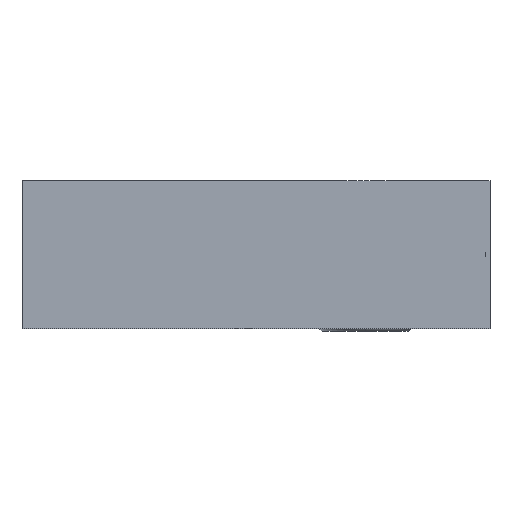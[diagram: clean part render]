
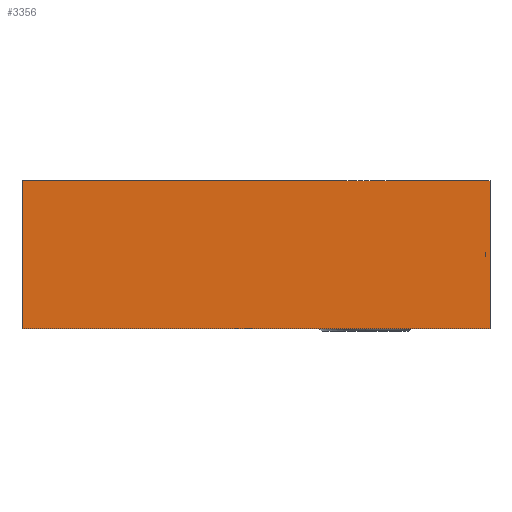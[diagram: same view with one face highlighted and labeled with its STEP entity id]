
A CAD part, left-side view. The second image highlights one B-rep face of the part: STEP entity #3356.
In plain terms, the highlighted planar face has unit normal (-1, 0, 0).
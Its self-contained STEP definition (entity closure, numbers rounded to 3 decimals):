
#7 = VERTEX_POINT ( 'NONE', #6302 ) ;
#110 = PLANE ( 'NONE',  #3528 ) ;
#259 = EDGE_CURVE ( 'NONE', #4616, #7, #3646, .T. ) ;
#430 = EDGE_CURVE ( 'NONE', #930, #6318, #6400, .T. ) ;
#930 = VERTEX_POINT ( 'NONE', #5119 ) ;
#1080 = ORIENTED_EDGE ( 'NONE', *, *, #4446, .F. ) ;
#1264 = DIRECTION ( 'NONE',  ( 0., 0., -1. ) ) ;
#1304 = VECTOR ( 'NONE', #3263, 1000. ) ;
#1310 = VECTOR ( 'NONE', #4460, 1000. ) ;
#2268 = ORIENTED_EDGE ( 'NONE', *, *, #259, .T. ) ;
#2751 = CARTESIAN_POINT ( 'NONE',  ( -31.75, 47.65, -15.1 ) ) ;
#3263 = DIRECTION ( 'NONE',  ( 0., -1., 0. ) ) ;
#3321 = CARTESIAN_POINT ( 'NONE',  ( -31.75, 47.65, 15.1 ) ) ;
#3356 = ADVANCED_FACE ( 'NONE', ( #5473 ), #110, .F. ) ;
#3366 = VECTOR ( 'NONE', #4705, 1000. ) ;
#3446 = EDGE_LOOP ( 'NONE', ( #2268, #1080, #5296, #5923 ) ) ;
#3528 = AXIS2_PLACEMENT_3D ( 'NONE', #5250, #4111, #1264 ) ;
#3646 = LINE ( 'NONE', #5030, #6588 ) ;
#3661 = LINE ( 'NONE', #3321, #1310 ) ;
#4111 = DIRECTION ( 'NONE',  ( 1., 0., 0. ) ) ;
#4446 = EDGE_CURVE ( 'NONE', #6318, #7, #3661, .T. ) ;
#4460 = DIRECTION ( 'NONE',  ( 0., -1., 0. ) ) ;
#4616 = VERTEX_POINT ( 'NONE', #7391 ) ;
#4705 = DIRECTION ( 'NONE',  ( 0., 0., 1. ) ) ;
#5030 = CARTESIAN_POINT ( 'NONE',  ( -31.75, -47.65, -15.1 ) ) ;
#5119 = CARTESIAN_POINT ( 'NONE',  ( -31.75, 47.65, -15.1 ) ) ;
#5130 = CARTESIAN_POINT ( 'NONE',  ( -31.75, 47.65, -15.1 ) ) ;
#5250 = CARTESIAN_POINT ( 'NONE',  ( -31.75, 47.65, -15.1 ) ) ;
#5296 = ORIENTED_EDGE ( 'NONE', *, *, #430, .F. ) ;
#5473 = FACE_OUTER_BOUND ( 'NONE', #3446, .T. ) ;
#5749 = CARTESIAN_POINT ( 'NONE',  ( -31.75, 47.65, 15.1 ) ) ;
#5891 = LINE ( 'NONE', #2751, #1304 ) ;
#5923 = ORIENTED_EDGE ( 'NONE', *, *, #6192, .T. ) ;
#6192 = EDGE_CURVE ( 'NONE', #930, #4616, #5891, .T. ) ;
#6302 = CARTESIAN_POINT ( 'NONE',  ( -31.75, -47.65, 15.1 ) ) ;
#6318 = VERTEX_POINT ( 'NONE', #5749 ) ;
#6400 = LINE ( 'NONE', #5130, #3366 ) ;
#6588 = VECTOR ( 'NONE', #6742, 1000. ) ;
#6742 = DIRECTION ( 'NONE',  ( 0., 0., 1. ) ) ;
#7391 = CARTESIAN_POINT ( 'NONE',  ( -31.75, -47.65, -15.1 ) ) ;
